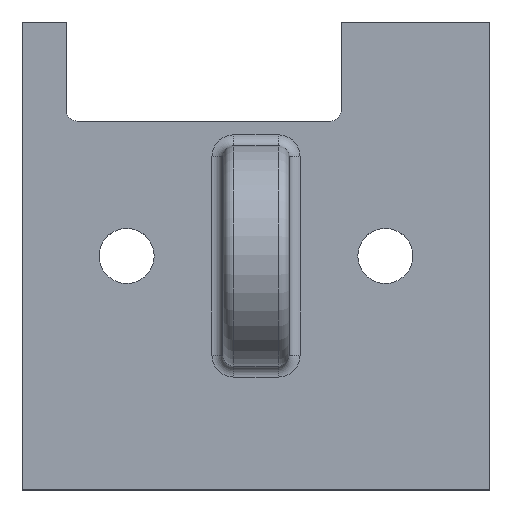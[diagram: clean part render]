
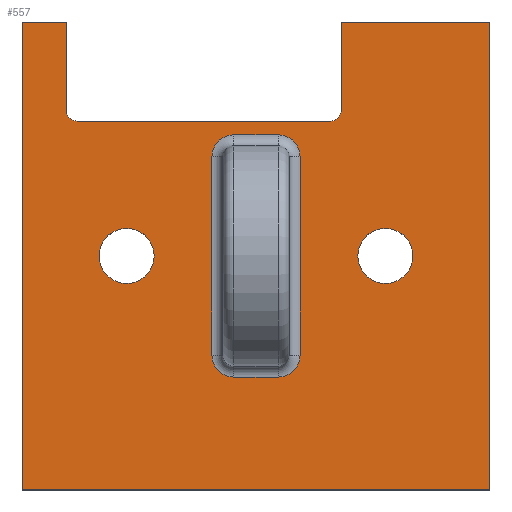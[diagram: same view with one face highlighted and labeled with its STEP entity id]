
A CAD part, top view. The second image highlights one B-rep face of the part: STEP entity #557.
In plain terms, the highlighted planar face has unit normal (0, 0, 1).
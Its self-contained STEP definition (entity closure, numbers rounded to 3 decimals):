
#21=FACE_BOUND('',#116,.T.);
#22=FACE_BOUND('',#117,.T.);
#23=FACE_BOUND('',#118,.T.);
#29=CIRCLE('',#603,1.);
#31=CIRCLE('',#607,1.);
#32=CIRCLE('',#610,2.);
#33=CIRCLE('',#611,2.);
#34=CIRCLE('',#612,2.);
#35=CIRCLE('',#613,2.);
#36=CIRCLE('',#614,2.5);
#37=CIRCLE('',#615,2.5);
#81=FACE_OUTER_BOUND('',#115,.T.);
#115=EDGE_LOOP('',(#396,#397,#398,#399,#400,#401,#402,#403,#404,#405));
#116=EDGE_LOOP('',(#406,#407,#408,#409,#410,#411,#412,#413));
#117=EDGE_LOOP('',(#414));
#118=EDGE_LOOP('',(#415));
#153=LINE('',#861,#200);
#157=LINE('',#873,#204);
#161=LINE('',#885,#208);
#163=LINE('',#889,#210);
#164=LINE('',#891,#211);
#165=LINE('',#893,#212);
#166=LINE('',#895,#213);
#167=LINE('',#896,#214);
#168=LINE('',#901,#215);
#169=LINE('',#905,#216);
#170=LINE('',#909,#217);
#171=LINE('',#912,#218);
#200=VECTOR('',#674,10.);
#204=VECTOR('',#686,10.);
#208=VECTOR('',#698,10.);
#210=VECTOR('',#702,10.);
#211=VECTOR('',#703,10.);
#212=VECTOR('',#704,10.);
#213=VECTOR('',#705,10.);
#214=VECTOR('',#706,10.);
#215=VECTOR('',#709,10.);
#216=VECTOR('',#712,10.);
#217=VECTOR('',#715,10.);
#218=VECTOR('',#718,10.);
#247=VERTEX_POINT('',#858);
#248=VERTEX_POINT('',#860);
#250=VERTEX_POINT('',#866);
#252=VERTEX_POINT('',#872);
#254=VERTEX_POINT('',#878);
#256=VERTEX_POINT('',#884);
#257=VERTEX_POINT('',#888);
#258=VERTEX_POINT('',#890);
#259=VERTEX_POINT('',#892);
#260=VERTEX_POINT('',#894);
#261=VERTEX_POINT('',#897);
#262=VERTEX_POINT('',#898);
#263=VERTEX_POINT('',#900);
#264=VERTEX_POINT('',#902);
#265=VERTEX_POINT('',#904);
#266=VERTEX_POINT('',#906);
#267=VERTEX_POINT('',#908);
#268=VERTEX_POINT('',#910);
#269=VERTEX_POINT('',#913);
#270=VERTEX_POINT('',#915);
#297=EDGE_CURVE('',#248,#247,#153,.T.);
#300=EDGE_CURVE('',#250,#248,#29,.T.);
#303=EDGE_CURVE('',#252,#250,#157,.T.);
#306=EDGE_CURVE('',#254,#252,#31,.T.);
#309=EDGE_CURVE('',#256,#254,#161,.T.);
#311=EDGE_CURVE('',#247,#257,#163,.T.);
#312=EDGE_CURVE('',#257,#258,#164,.T.);
#313=EDGE_CURVE('',#258,#259,#165,.T.);
#314=EDGE_CURVE('',#259,#260,#166,.T.);
#315=EDGE_CURVE('',#260,#256,#167,.T.);
#316=EDGE_CURVE('',#261,#262,#32,.T.);
#317=EDGE_CURVE('',#263,#261,#168,.T.);
#318=EDGE_CURVE('',#264,#263,#33,.T.);
#319=EDGE_CURVE('',#265,#264,#169,.T.);
#320=EDGE_CURVE('',#266,#265,#34,.T.);
#321=EDGE_CURVE('',#267,#266,#170,.T.);
#322=EDGE_CURVE('',#268,#267,#35,.T.);
#323=EDGE_CURVE('',#262,#268,#171,.T.);
#324=EDGE_CURVE('',#269,#269,#36,.T.);
#325=EDGE_CURVE('',#270,#270,#37,.T.);
#396=ORIENTED_EDGE('',*,*,#309,.T.);
#397=ORIENTED_EDGE('',*,*,#306,.T.);
#398=ORIENTED_EDGE('',*,*,#303,.T.);
#399=ORIENTED_EDGE('',*,*,#300,.T.);
#400=ORIENTED_EDGE('',*,*,#297,.T.);
#401=ORIENTED_EDGE('',*,*,#311,.T.);
#402=ORIENTED_EDGE('',*,*,#312,.T.);
#403=ORIENTED_EDGE('',*,*,#313,.T.);
#404=ORIENTED_EDGE('',*,*,#314,.T.);
#405=ORIENTED_EDGE('',*,*,#315,.T.);
#406=ORIENTED_EDGE('',*,*,#316,.F.);
#407=ORIENTED_EDGE('',*,*,#317,.F.);
#408=ORIENTED_EDGE('',*,*,#318,.F.);
#409=ORIENTED_EDGE('',*,*,#319,.F.);
#410=ORIENTED_EDGE('',*,*,#320,.F.);
#411=ORIENTED_EDGE('',*,*,#321,.F.);
#412=ORIENTED_EDGE('',*,*,#322,.F.);
#413=ORIENTED_EDGE('',*,*,#323,.F.);
#414=ORIENTED_EDGE('',*,*,#324,.T.);
#415=ORIENTED_EDGE('',*,*,#325,.T.);
#541=PLANE('',#609);
#557=ADVANCED_FACE('',(#81,#21,#22,#23),#541,.T.);
#603=AXIS2_PLACEMENT_3D('',#867,#680,#681);
#607=AXIS2_PLACEMENT_3D('',#879,#692,#693);
#609=AXIS2_PLACEMENT_3D('',#887,#700,#701);
#610=AXIS2_PLACEMENT_3D('',#899,#707,#708);
#611=AXIS2_PLACEMENT_3D('',#903,#710,#711);
#612=AXIS2_PLACEMENT_3D('',#907,#713,#714);
#613=AXIS2_PLACEMENT_3D('',#911,#716,#717);
#614=AXIS2_PLACEMENT_3D('',#914,#719,#720);
#615=AXIS2_PLACEMENT_3D('',#916,#721,#722);
#674=DIRECTION('',(0.,1.,0.));
#680=DIRECTION('center_axis',(0.,0.,-1.));
#681=DIRECTION('ref_axis',(-1.,0.,0.));
#686=DIRECTION('',(-1.,0.,0.));
#692=DIRECTION('center_axis',(0.,0.,-1.));
#693=DIRECTION('ref_axis',(0.,-1.,0.));
#698=DIRECTION('',(0.,-1.,0.));
#700=DIRECTION('center_axis',(0.,0.,1.));
#701=DIRECTION('ref_axis',(1.,0.,0.));
#702=DIRECTION('',(-1.,0.,0.));
#703=DIRECTION('',(0.,-1.,0.));
#704=DIRECTION('',(1.,0.,0.));
#705=DIRECTION('',(0.,1.,0.));
#706=DIRECTION('',(-1.,0.,0.));
#707=DIRECTION('center_axis',(0.,0.,1.));
#708=DIRECTION('ref_axis',(-0.707,-0.707,0.));
#709=DIRECTION('',(0.,-1.,0.));
#710=DIRECTION('center_axis',(0.,0.,1.));
#711=DIRECTION('ref_axis',(-0.707,0.707,0.));
#712=DIRECTION('',(-1.,0.,0.));
#713=DIRECTION('center_axis',(0.,0.,1.));
#714=DIRECTION('ref_axis',(0.707,0.707,0.));
#715=DIRECTION('',(0.,1.,0.));
#716=DIRECTION('center_axis',(0.,0.,1.));
#717=DIRECTION('ref_axis',(0.707,-0.707,0.));
#718=DIRECTION('',(1.,0.,0.));
#719=DIRECTION('center_axis',(0.,0.,-1.));
#720=DIRECTION('ref_axis',(-1.,0.,0.));
#721=DIRECTION('center_axis',(0.,0.,-1.));
#722=DIRECTION('ref_axis',(-1.,0.,0.));
#858=CARTESIAN_POINT('',(4.,42.5,5.));
#860=CARTESIAN_POINT('',(4.,34.5,5.));
#861=CARTESIAN_POINT('',(4.,27.875,5.));
#866=CARTESIAN_POINT('',(5.,33.5,5.));
#867=CARTESIAN_POINT('Origin',(5.,34.5,5.));
#872=CARTESIAN_POINT('',(28.,33.5,5.));
#873=CARTESIAN_POINT('',(24.625,33.5,5.));
#878=CARTESIAN_POINT('',(29.,34.5,5.));
#879=CARTESIAN_POINT('Origin',(28.,34.5,5.));
#884=CARTESIAN_POINT('',(29.,42.5,5.));
#885=CARTESIAN_POINT('',(29.,31.875,5.));
#887=CARTESIAN_POINT('Origin',(21.25,21.25,5.));
#888=CARTESIAN_POINT('',(0.,42.5,5.));
#889=CARTESIAN_POINT('',(42.5,42.5,5.));
#890=CARTESIAN_POINT('',(0.,0.,5.));
#891=CARTESIAN_POINT('',(0.,42.5,5.));
#892=CARTESIAN_POINT('',(42.5,0.,5.));
#893=CARTESIAN_POINT('',(0.,0.,5.));
#894=CARTESIAN_POINT('',(42.5,42.5,5.));
#895=CARTESIAN_POINT('',(42.5,0.,5.));
#896=CARTESIAN_POINT('',(42.5,42.5,5.));
#897=CARTESIAN_POINT('',(17.25,12.25,5.));
#898=CARTESIAN_POINT('',(19.25,10.25,5.));
#899=CARTESIAN_POINT('Origin',(19.25,12.25,5.));
#900=CARTESIAN_POINT('',(17.25,30.25,5.));
#901=CARTESIAN_POINT('',(17.25,26.25,5.));
#902=CARTESIAN_POINT('',(19.25,32.25,5.));
#903=CARTESIAN_POINT('Origin',(19.25,30.25,5.));
#904=CARTESIAN_POINT('',(23.25,32.25,5.));
#905=CARTESIAN_POINT('',(22.75,32.25,5.));
#906=CARTESIAN_POINT('',(25.25,30.25,5.));
#907=CARTESIAN_POINT('Origin',(23.25,30.25,5.));
#908=CARTESIAN_POINT('',(25.25,12.25,5.));
#909=CARTESIAN_POINT('',(25.25,16.25,5.));
#910=CARTESIAN_POINT('',(23.25,10.25,5.));
#911=CARTESIAN_POINT('Origin',(23.25,12.25,5.));
#912=CARTESIAN_POINT('',(19.75,10.25,5.));
#913=CARTESIAN_POINT('',(12.,21.25,5.));
#914=CARTESIAN_POINT('Origin',(9.5,21.25,5.));
#915=CARTESIAN_POINT('',(35.5,21.25,5.));
#916=CARTESIAN_POINT('Origin',(33.,21.25,5.));
